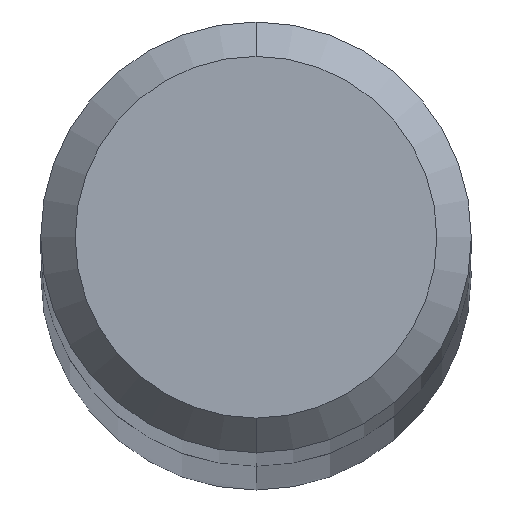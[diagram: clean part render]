
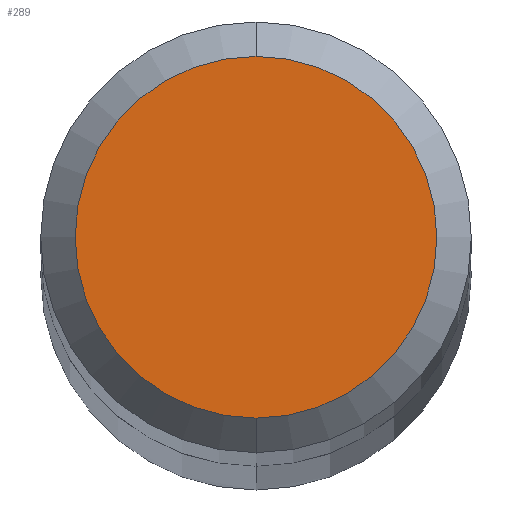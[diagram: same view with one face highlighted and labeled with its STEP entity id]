
A CAD part, top view. The second image highlights one B-rep face of the part: STEP entity #289.
In plain terms, the highlighted planar face has unit normal (0, 0, 1).
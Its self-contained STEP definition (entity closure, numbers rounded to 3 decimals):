
#223=EDGE_CURVE('',#381,#281,#491,.T.);
#259=EDGE_CURVE('',#281,#381,#532,.T.);
#281=VERTEX_POINT('',#554);
#289=ADVANCED_FACE('',(#562),#563,.T.);
#381=VERTEX_POINT('',#664);
#491=CIRCLE('',#819,2.1);
#532=CIRCLE('',#929,2.1);
#554=CARTESIAN_POINT('',(0.0,2.1,88.0));
#562=FACE_OUTER_BOUND('',#993,.T.);
#563=PLANE('',#994);
#664=CARTESIAN_POINT('',(0.,-2.1,88.0));
#819=AXIS2_PLACEMENT_3D('',#1388,#1389,#1390);
#929=AXIS2_PLACEMENT_3D('',#1451,#1452,#1453);
#993=EDGE_LOOP('',(#1461,#1462));
#994=AXIS2_PLACEMENT_3D('',#1463,#1464,#1465);
#1388=CARTESIAN_POINT('',(0.0,0.0,88.0));
#1389=DIRECTION('',(0.0,0.0,-1.0));
#1390=DIRECTION('',(0.0,1.0,0.0));
#1451=CARTESIAN_POINT('',(0.0,0.0,88.0));
#1452=DIRECTION('',(0.0,0.0,-1.0));
#1453=DIRECTION('',(0.0,1.0,0.0));
#1461=ORIENTED_EDGE('',*,*,#259,.F.);
#1462=ORIENTED_EDGE('',*,*,#223,.F.);
#1463=CARTESIAN_POINT('',(0.0,1.05,88.0));
#1464=DIRECTION('',(0.0,0.0,1.0));
#1465=DIRECTION('',(0.0,-1.0,0.0));
